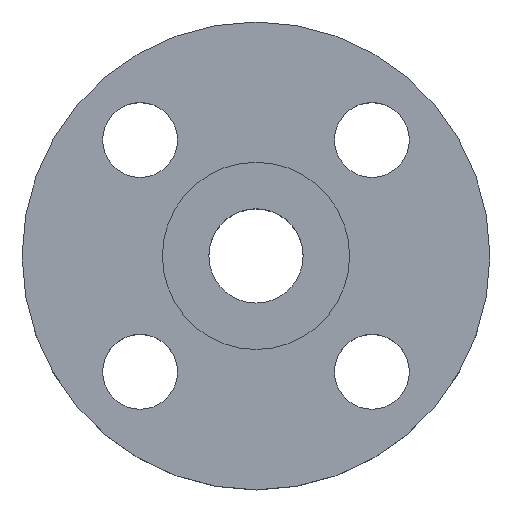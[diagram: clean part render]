
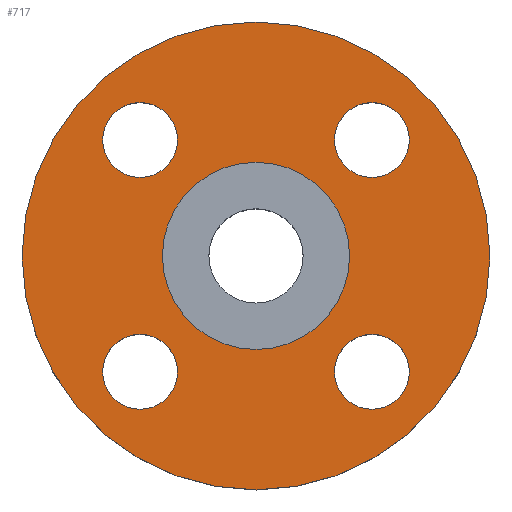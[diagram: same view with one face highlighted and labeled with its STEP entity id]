
A CAD part, top view. The second image highlights one B-rep face of the part: STEP entity #717.
In plain terms, the highlighted planar face has unit normal (0, 0, 1).
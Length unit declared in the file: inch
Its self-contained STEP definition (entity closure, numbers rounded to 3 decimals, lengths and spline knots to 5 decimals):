
#6 = ORIENTED_EDGE ( 'NONE', *, *, #343, .T. ) ;
#10 = CARTESIAN_POINT ( 'NONE',  ( 0., 0., 0. ) ) ;
#11 = DIRECTION ( 'NONE',  ( 1., 0., 0. ) ) ;
#17 = AXIS2_PLACEMENT_3D ( 'NONE', #389, #752, #325 ) ;
#27 = ORIENTED_EDGE ( 'NONE', *, *, #591, .F. ) ;
#33 = VERTEX_POINT ( 'NONE', #299 ) ;
#39 = CARTESIAN_POINT ( 'NONE',  ( 3.125, 0., 0. ) ) ;
#52 = CARTESIAN_POINT ( 'NONE',  ( -3.125, 0., 0. ) ) ;
#53 = CARTESIAN_POINT ( 'NONE',  ( -1.54856, 1.54856, 0. ) ) ;
#54 = VERTEX_POINT ( 'NONE', #302 ) ;
#58 = VERTEX_POINT ( 'NONE', #804 ) ;
#60 = EDGE_CURVE ( 'NONE', #154, #58, #448, .T. ) ;
#74 = EDGE_CURVE ( 'NONE', #468, #33, #799, .T. ) ;
#89 = VERTEX_POINT ( 'NONE', #52 ) ;
#96 = FACE_BOUND ( 'NONE', #387, .T. ) ;
#115 = CIRCLE ( 'NONE', #378, 0.5 ) ;
#118 = DIRECTION ( 'NONE',  ( -1., 0., 0. ) ) ;
#125 = VERTEX_POINT ( 'NONE', #745 ) ;
#127 = AXIS2_PLACEMENT_3D ( 'NONE', #252, #744, #371 ) ;
#132 = DIRECTION ( 'NONE',  ( 1., 0., 0. ) ) ;
#134 = CIRCLE ( 'NONE', #746, 1.25 ) ;
#137 = DIRECTION ( 'NONE',  ( 0., 0., 1. ) ) ;
#140 = ORIENTED_EDGE ( 'NONE', *, *, #497, .F. ) ;
#145 = DIRECTION ( 'NONE',  ( 0., 0., 1. ) ) ;
#154 = VERTEX_POINT ( 'NONE', #449 ) ;
#159 = EDGE_CURVE ( 'NONE', #33, #468, #176, .T. ) ;
#170 = CARTESIAN_POINT ( 'NONE',  ( 1.54856, -2.04856, 0. ) ) ;
#176 = CIRCLE ( 'NONE', #366, 0.5 ) ;
#186 = AXIS2_PLACEMENT_3D ( 'NONE', #593, #534, #225 ) ;
#192 = EDGE_CURVE ( 'NONE', #54, #599, #134, .T. ) ;
#216 = EDGE_CURVE ( 'NONE', #89, #290, #650, .T. ) ;
#220 = EDGE_LOOP ( 'NONE', ( #140, #765 ) ) ;
#225 = DIRECTION ( 'NONE',  ( 0., 1., 0. ) ) ;
#230 = CARTESIAN_POINT ( 'NONE',  ( 2.04856, 1.54856, 0. ) ) ;
#231 = VERTEX_POINT ( 'NONE', #816 ) ;
#237 = CARTESIAN_POINT ( 'NONE',  ( 0., 0., 0. ) ) ;
#239 = CARTESIAN_POINT ( 'NONE',  ( 1.25, 0., 0. ) ) ;
#252 = CARTESIAN_POINT ( 'NONE',  ( 1.54856, -1.54856, 0. ) ) ;
#282 = EDGE_CURVE ( 'NONE', #605, #543, #393, .T. ) ;
#290 = VERTEX_POINT ( 'NONE', #39 ) ;
#299 = CARTESIAN_POINT ( 'NONE',  ( 1.04856, 1.54856, 0. ) ) ;
#300 = FACE_BOUND ( 'NONE', #472, .T. ) ;
#302 = CARTESIAN_POINT ( 'NONE',  ( -1.25, 0., 0. ) ) ;
#304 = AXIS2_PLACEMENT_3D ( 'NONE', #690, #326, #132 ) ;
#312 = AXIS2_PLACEMENT_3D ( 'NONE', #10, #521, #506 ) ;
#325 = DIRECTION ( 'NONE',  ( 1., 0., 0. ) ) ;
#326 = DIRECTION ( 'NONE',  ( 0., 0., 1. ) ) ;
#333 = ORIENTED_EDGE ( 'NONE', *, *, #282, .F. ) ;
#343 = EDGE_CURVE ( 'NONE', #290, #89, #644, .T. ) ;
#348 = FACE_BOUND ( 'NONE', #452, .T. ) ;
#349 = DIRECTION ( 'NONE',  ( -1., 0., 0. ) ) ;
#352 = PLANE ( 'NONE',  #714 ) ;
#366 = AXIS2_PLACEMENT_3D ( 'NONE', #696, #145, #392 ) ;
#371 = DIRECTION ( 'NONE',  ( 0., -1., 0. ) ) ;
#373 = DIRECTION ( 'NONE',  ( 0., 1., 0. ) ) ;
#378 = AXIS2_PLACEMENT_3D ( 'NONE', #483, #612, #732 ) ;
#381 = EDGE_CURVE ( 'NONE', #599, #54, #598, .T. ) ;
#387 = EDGE_LOOP ( 'NONE', ( #403, #27 ) ) ;
#389 = CARTESIAN_POINT ( 'NONE',  ( 0., 0., 0. ) ) ;
#392 = DIRECTION ( 'NONE',  ( 1., 0., 0. ) ) ;
#393 = CIRCLE ( 'NONE', #127, 0.5 ) ;
#403 = ORIENTED_EDGE ( 'NONE', *, *, #780, .F. ) ;
#411 = ORIENTED_EDGE ( 'NONE', *, *, #74, .F. ) ;
#412 = FACE_BOUND ( 'NONE', #220, .T. ) ;
#415 = ORIENTED_EDGE ( 'NONE', *, *, #192, .F. ) ;
#416 = CIRCLE ( 'NONE', #794, 0.5 ) ;
#419 = ORIENTED_EDGE ( 'NONE', *, *, #381, .F. ) ;
#421 = DIRECTION ( 'NONE',  ( 0., 0., 1. ) ) ;
#426 = CARTESIAN_POINT ( 'NONE',  ( -1.54856, -1.54856, 0. ) ) ;
#448 = CIRCLE ( 'NONE', #733, 0.5 ) ;
#449 = CARTESIAN_POINT ( 'NONE',  ( -1.04856, -1.54856, 0. ) ) ;
#452 = EDGE_LOOP ( 'NONE', ( #411, #498 ) ) ;
#462 = AXIS2_PLACEMENT_3D ( 'NONE', #496, #677, #668 ) ;
#468 = VERTEX_POINT ( 'NONE', #230 ) ;
#472 = EDGE_LOOP ( 'NONE', ( #415, #419 ) ) ;
#475 = DIRECTION ( 'NONE',  ( 0., 0., 1. ) ) ;
#483 = CARTESIAN_POINT ( 'NONE',  ( 1.54856, -1.54856, 0. ) ) ;
#484 = CIRCLE ( 'NONE', #676, 0.5 ) ;
#496 = CARTESIAN_POINT ( 'NONE',  ( 1.54856, 1.54856, 0. ) ) ;
#497 = EDGE_CURVE ( 'NONE', #58, #154, #416, .T. ) ;
#498 = ORIENTED_EDGE ( 'NONE', *, *, #159, .F. ) ;
#506 = DIRECTION ( 'NONE',  ( 1., 0., 0. ) ) ;
#521 = DIRECTION ( 'NONE',  ( 0., 0., 1. ) ) ;
#522 = CARTESIAN_POINT ( 'NONE',  ( 0., 0., 0. ) ) ;
#534 = DIRECTION ( 'NONE',  ( 0., 0., 1. ) ) ;
#543 = VERTEX_POINT ( 'NONE', #789 ) ;
#576 = CIRCLE ( 'NONE', #186, 0.5 ) ;
#584 = EDGE_LOOP ( 'NONE', ( #6, #785 ) ) ;
#591 = EDGE_CURVE ( 'NONE', #231, #125, #576, .T. ) ;
#593 = CARTESIAN_POINT ( 'NONE',  ( -1.54856, 1.54856, 0. ) ) ;
#598 = CIRCLE ( 'NONE', #17, 1.25 ) ;
#599 = VERTEX_POINT ( 'NONE', #239 ) ;
#600 = FACE_OUTER_BOUND ( 'NONE', #584, .T. ) ;
#605 = VERTEX_POINT ( 'NONE', #170 ) ;
#612 = DIRECTION ( 'NONE',  ( 0., 0., 1. ) ) ;
#625 = EDGE_CURVE ( 'NONE', #543, #605, #115, .T. ) ;
#644 = CIRCLE ( 'NONE', #312, 3.125 ) ;
#650 = CIRCLE ( 'NONE', #304, 3.125 ) ;
#668 = DIRECTION ( 'NONE',  ( 1., 0., 0. ) ) ;
#676 = AXIS2_PLACEMENT_3D ( 'NONE', #53, #697, #373 ) ;
#677 = DIRECTION ( 'NONE',  ( 0., 0., 1. ) ) ;
#690 = CARTESIAN_POINT ( 'NONE',  ( 0., 0., 0. ) ) ;
#696 = CARTESIAN_POINT ( 'NONE',  ( 1.54856, 1.54856, 0. ) ) ;
#697 = DIRECTION ( 'NONE',  ( 0., 0., 1. ) ) ;
#714 = AXIS2_PLACEMENT_3D ( 'NONE', #237, #421, #730 ) ;
#717 = ADVANCED_FACE ( 'NONE', ( #735, #412, #96, #348, #300, #600 ), #352, .T. ) ;
#721 = CARTESIAN_POINT ( 'NONE',  ( -1.54856, -1.54856, 0. ) ) ;
#723 = EDGE_LOOP ( 'NONE', ( #333, #783 ) ) ;
#730 = DIRECTION ( 'NONE',  ( 1., 0., 0. ) ) ;
#732 = DIRECTION ( 'NONE',  ( 0., -1., 0. ) ) ;
#733 = AXIS2_PLACEMENT_3D ( 'NONE', #426, #741, #118 ) ;
#735 = FACE_BOUND ( 'NONE', #723, .T. ) ;
#741 = DIRECTION ( 'NONE',  ( 0., 0., 1. ) ) ;
#744 = DIRECTION ( 'NONE',  ( 0., 0., 1. ) ) ;
#745 = CARTESIAN_POINT ( 'NONE',  ( -1.54856, 2.04856, 0. ) ) ;
#746 = AXIS2_PLACEMENT_3D ( 'NONE', #522, #137, #11 ) ;
#752 = DIRECTION ( 'NONE',  ( 0., 0., 1. ) ) ;
#765 = ORIENTED_EDGE ( 'NONE', *, *, #60, .F. ) ;
#780 = EDGE_CURVE ( 'NONE', #125, #231, #484, .T. ) ;
#783 = ORIENTED_EDGE ( 'NONE', *, *, #625, .F. ) ;
#785 = ORIENTED_EDGE ( 'NONE', *, *, #216, .T. ) ;
#789 = CARTESIAN_POINT ( 'NONE',  ( 1.54856, -1.04856, 0. ) ) ;
#794 = AXIS2_PLACEMENT_3D ( 'NONE', #721, #475, #349 ) ;
#799 = CIRCLE ( 'NONE', #462, 0.5 ) ;
#804 = CARTESIAN_POINT ( 'NONE',  ( -2.04856, -1.54856, 0. ) ) ;
#816 = CARTESIAN_POINT ( 'NONE',  ( -1.54856, 1.04856, 0. ) ) ;
